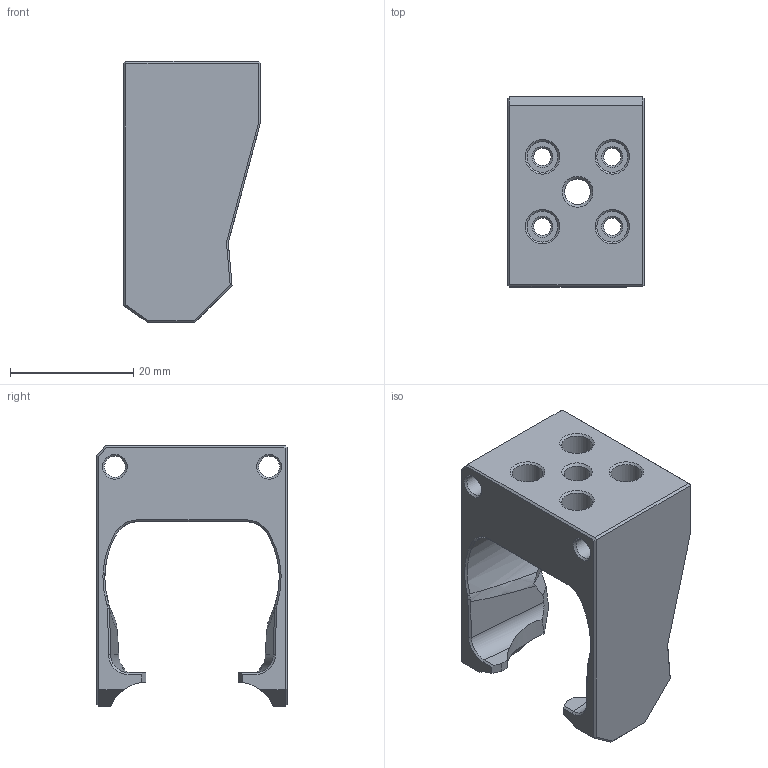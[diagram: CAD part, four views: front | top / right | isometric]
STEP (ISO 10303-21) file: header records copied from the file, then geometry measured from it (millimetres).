
FILE_DESCRIPTION(/* description */ (''),/* implementation_level */ '2;1');
FILE_NAME(/* name */ 'FS_Hotend_Mount_Dragon.step',/* time_stamp */ '2023-01-19T08:11:14-08:00',/* author */ (''),/* organization */ (''),/* preprocessor_version */ 'ST-DEVELOPER v19.2',/* originating_system */ 'Autodesk Translation Framework v11.17.0.187',/* authorisation */ '');
FILE_SCHEMA (('AUTOMOTIVE_DESIGN { 1 0 10303 214 3 1 1 }'));
Length unit declared in the file: millimetre
Products named in the file (1): FS_Hotend_Mount_Dragon 
Bounding box: 22.19 x 30.8 x 42.4 mm (x, y, z)
Volume: 9859 mm3; surface area: 6219.5 mm2
Topology: 1 solids, 1 shells, 209 faces, 544 edges, 349 vertices
Faces by surface type: plane 112, bspline 57, cylinder 23, cone 17
Full cylindrical faces by diameter (mm): 2.8 x4, 3.4 x2, 4.2 x1, 5 x4
Entity records: 7705 total; most frequent: CARTESIAN_POINT 2858, ORIENTED_EDGE 1088, DIRECTION 813, EDGE_CURVE 544, VERTEX_POINT 349, LINE 341, VECTOR 341, AXIS2_PLACEMENT_3D 236
